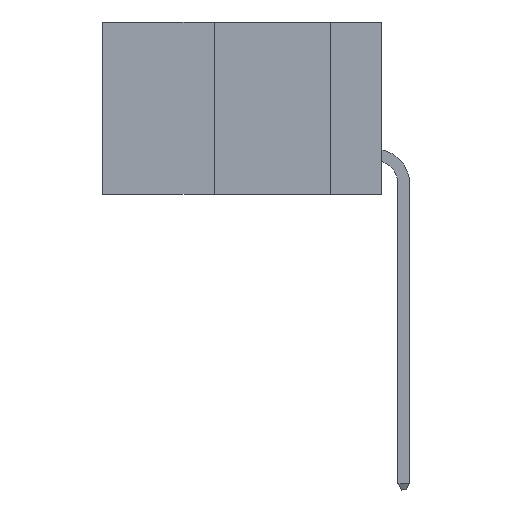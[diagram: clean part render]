
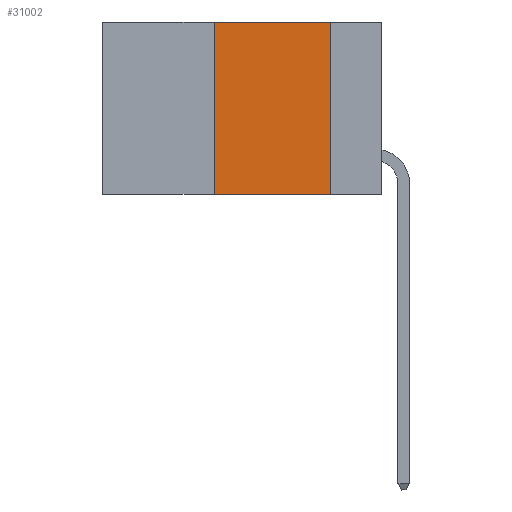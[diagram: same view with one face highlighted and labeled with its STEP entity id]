
A CAD part, left-side view. The second image highlights one B-rep face of the part: STEP entity #31002.
In plain terms, the highlighted planar face has unit normal (-1, 0, 0).
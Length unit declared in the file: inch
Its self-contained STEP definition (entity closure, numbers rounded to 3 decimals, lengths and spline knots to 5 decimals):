
#978 = ORIENTED_EDGE ( 'NONE', *, *, #20471, .F. ) ;
#1291 = VERTEX_POINT ( 'NONE', #12333 ) ;
#2601 = ORIENTED_EDGE ( 'NONE', *, *, #12618, .F. ) ;
#2736 = VERTEX_POINT ( 'NONE', #29409 ) ;
#3351 = CARTESIAN_POINT ( 'NONE',  ( 0., 0.6, 0. ) ) ;
#4172 = AXIS2_PLACEMENT_3D ( 'NONE', #29252, #14951, #15348 ) ;
#4358 = LINE ( 'NONE', #22908, #34127 ) ;
#5171 = VECTOR ( 'NONE', #5204, 39.37008 ) ;
#5204 = DIRECTION ( 'NONE',  ( 0., -1., 0. ) ) ;
#5513 = LINE ( 'NONE', #3351, #35731 ) ;
#5933 = DIRECTION ( 'NONE',  ( 0., 0., -1. ) ) ;
#9247 = ORIENTED_EDGE ( 'NONE', *, *, #33844, .F. ) ;
#12333 = CARTESIAN_POINT ( 'NONE',  ( 0., 0.36, -0.37 ) ) ;
#12618 = EDGE_CURVE ( 'NONE', #1291, #27881, #32090, .T. ) ;
#14805 = VERTEX_POINT ( 'NONE', #33510 ) ;
#14951 = DIRECTION ( 'NONE',  ( 1., 0., 0. ) ) ;
#15348 = DIRECTION ( 'NONE',  ( 0., 0., -1. ) ) ;
#17598 = PLANE ( 'NONE',  #4172 ) ;
#20471 = EDGE_CURVE ( 'NONE', #14805, #2736, #4358, .T. ) ;
#21357 = DIRECTION ( 'NONE',  ( 0., -1., 0. ) ) ;
#22151 = CARTESIAN_POINT ( 'NONE',  ( 0., 0.6, -0.37 ) ) ;
#22908 = CARTESIAN_POINT ( 'NONE',  ( 0., 0.11, 0. ) ) ;
#24543 = VECTOR ( 'NONE', #26533, 39.37008 ) ;
#26533 = DIRECTION ( 'NONE',  ( 0., 0., 1. ) ) ;
#27881 = VERTEX_POINT ( 'NONE', #29046 ) ;
#29046 = CARTESIAN_POINT ( 'NONE',  ( 0., 0.36, 0. ) ) ;
#29252 = CARTESIAN_POINT ( 'NONE',  ( 0., 0.6, 0. ) ) ;
#29409 = CARTESIAN_POINT ( 'NONE',  ( 0., 0.11, -0.37 ) ) ;
#31001 = FACE_OUTER_BOUND ( 'NONE', #35710, .T. ) ;
#31002 = ADVANCED_FACE ( 'NONE', ( #31001 ), #17598, .F. ) ;
#32090 = LINE ( 'NONE', #34587, #24543 ) ;
#32545 = ORIENTED_EDGE ( 'NONE', *, *, #32913, .T. ) ;
#32913 = EDGE_CURVE ( 'NONE', #1291, #2736, #34385, .T. ) ;
#33510 = CARTESIAN_POINT ( 'NONE',  ( 0., 0.11, 0. ) ) ;
#33844 = EDGE_CURVE ( 'NONE', #27881, #14805, #5513, .T. ) ;
#34127 = VECTOR ( 'NONE', #5933, 39.37008 ) ;
#34385 = LINE ( 'NONE', #22151, #5171 ) ;
#34587 = CARTESIAN_POINT ( 'NONE',  ( 0., 0.36, 0. ) ) ;
#35710 = EDGE_LOOP ( 'NONE', ( #978, #9247, #2601, #32545 ) ) ;
#35731 = VECTOR ( 'NONE', #21357, 39.37008 ) ;
